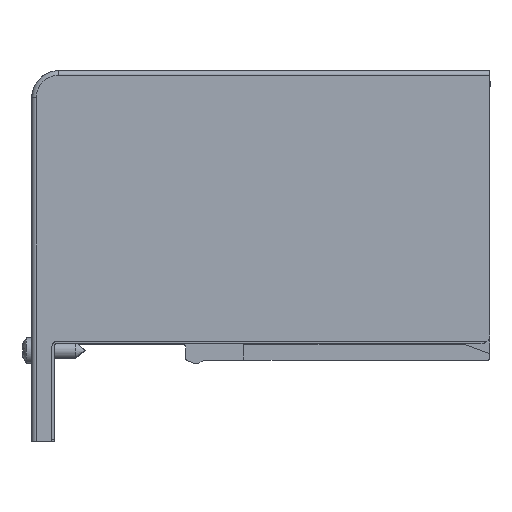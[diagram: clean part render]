
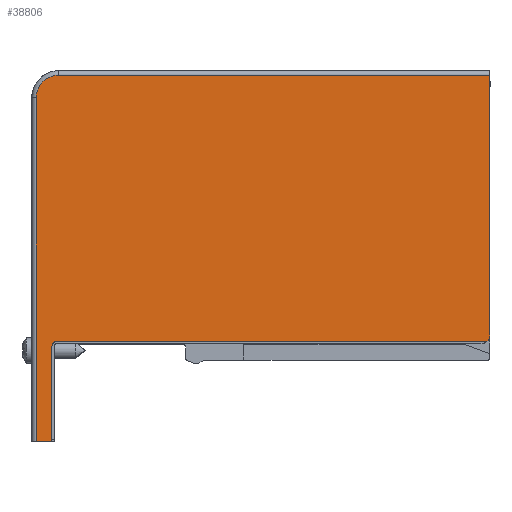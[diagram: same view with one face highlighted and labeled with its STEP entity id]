
A CAD part, front view. The second image highlights one B-rep face of the part: STEP entity #38806.
In plain terms, the highlighted planar face has unit normal (0, -1, 0).
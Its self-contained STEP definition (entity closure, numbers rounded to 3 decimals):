
#8285=CARTESIAN_POINT('',(47.4,-104.5,154.481));
#8286=DIRECTION('',(0.,1.,0.));
#8287=DIRECTION('',(1.,0.,0.));
#8288=AXIS2_PLACEMENT_3D('',#8285,#8286,#8287);
#8290=CARTESIAN_POINT('',(-46.6,-104.5,
151.981));
#8291=DIRECTION('',(0.,-1.,0.));
#8292=DIRECTION('',(0.,0.,1.));
#8293=AXIS2_PLACEMENT_3D('',#8290,#8291,#8292);
#8295=DIRECTION('',(-1.,0.,0.));
#8296=VECTOR('',#8295,3.5);
#8297=CARTESIAN_POINT('',(-47.6,-104.5,
130.881));
#8298=LINE('',#8297,#8296);
#8299=CARTESIAN_POINT('',(-46.1,-104.5,
206.981));
#8300=DIRECTION('',(0.,1.,0.));
#8301=DIRECTION('',(-1.,0.,0.));
#8302=AXIS2_PLACEMENT_3D('',#8299,#8300,#8301);
#8304=DIRECTION('',(0.,0.,-1.));
#8305=VECTOR('',#8304,57.5);
#8306=CARTESIAN_POINT('',(49.4,-104.5,211.981));
#8307=LINE('',#8306,#8305);
#8308=DIRECTION('',(1.,0.,0.));
#8309=VECTOR('',#8308,95.323);
#8310=CARTESIAN_POINT('',(-46.6,-104.5,
152.981));
#8311=LINE('',#8310,#8309);
#8371=DIRECTION('',(0.,0.,1.));
#8372=VECTOR('',#8371,21.1);
#8373=CARTESIAN_POINT('',(-47.6,-104.5,
130.881));
#8374=LINE('',#8373,#8372);
#8383=DIRECTION('',(0.,0.,-1.));
#8384=VECTOR('',#8383,76.1);
#8385=CARTESIAN_POINT('',(-51.1,-104.5,
206.981));
#8386=LINE('',#8385,#8384);
#15285=DIRECTION('',(-1.,0.,0.));
#15286=VECTOR('',#15285,95.5);
#15287=CARTESIAN_POINT('',(49.4,-104.5,
211.981));
#15288=LINE('',#15287,#15286);
#19244=CARTESIAN_POINT('',(-51.1,-104.5,
130.881));
#19245=VERTEX_POINT('',#19244);
#19247=CARTESIAN_POINT('',(-47.6,-104.5,
130.881));
#19249=VERTEX_POINT('',#19247);
#19835=CARTESIAN_POINT('',(49.4,-104.5,
211.981));
#19836=CARTESIAN_POINT('',(49.4,-104.5,
154.481));
#19837=VERTEX_POINT('',#19835);
#19838=VERTEX_POINT('',#19836);
#20741=CARTESIAN_POINT('',(48.723,-104.5,
152.981));
#20743=VERTEX_POINT('',#20741);
#20745=CARTESIAN_POINT('',(-46.6,-104.5,
152.981));
#20746=VERTEX_POINT('',#20745);
#20747=CARTESIAN_POINT('',(-47.6,-104.5,
151.981));
#20748=VERTEX_POINT('',#20747);
#20749=CARTESIAN_POINT('',(-51.1,-104.5,
206.981));
#20750=CARTESIAN_POINT('',(-46.1,-104.5,
211.981));
#20751=VERTEX_POINT('',#20749);
#20752=VERTEX_POINT('',#20750);
#38784=CARTESIAN_POINT('',(-0.85,-104.5,171.431));
#38785=DIRECTION('',(0.,1.,0.));
#38786=DIRECTION('',(0.,0.,-1.));
#38787=AXIS2_PLACEMENT_3D('',#38784,#38785,#38786);
#38788=PLANE('',#38787);
#38789=ORIENTED_EDGE('',*,*,#38764,.T.);
#38791=ORIENTED_EDGE('',*,*,#38790,.F.);
#38793=ORIENTED_EDGE('',*,*,#38792,.T.);
#38795=ORIENTED_EDGE('',*,*,#38794,.F.);
#38796=ORIENTED_EDGE('',*,*,#24994,.T.);
#38798=ORIENTED_EDGE('',*,*,#38797,.F.);
#38800=ORIENTED_EDGE('',*,*,#38799,.T.);
#38802=ORIENTED_EDGE('',*,*,#38801,.F.);
#38803=ORIENTED_EDGE('',*,*,#30195,.T.);
#38804=EDGE_LOOP('',(#38789,#38791,#38793,#38795,#38796,#38798,#38800,#38802,
#38803));
#38805=FACE_OUTER_BOUND('',#38804,.F.);
#8289=CIRCLE('',#8288,2.);
#8294=CIRCLE('',#8293,1.);
#8303=CIRCLE('',#8302,5.);
#24994=EDGE_CURVE('',#19249,#19245,#8298,.T.);
#30195=EDGE_CURVE('',#19837,#19838,#8307,.T.);
#38764=EDGE_CURVE('',#19838,#20743,#8289,.T.);
#38790=EDGE_CURVE('',#20746,#20743,#8311,.T.);
#38792=EDGE_CURVE('',#20746,#20748,#8294,.T.);
#38794=EDGE_CURVE('',#19249,#20748,#8374,.T.);
#38797=EDGE_CURVE('',#20751,#19245,#8386,.T.);
#38799=EDGE_CURVE('',#20751,#20752,#8303,.T.);
#38801=EDGE_CURVE('',#19837,#20752,#15288,.T.);
#38806=ADVANCED_FACE('',(#38805),#38788,.F.);
